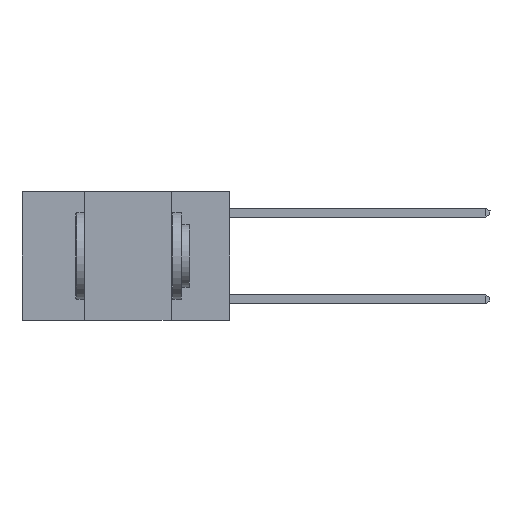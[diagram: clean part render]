
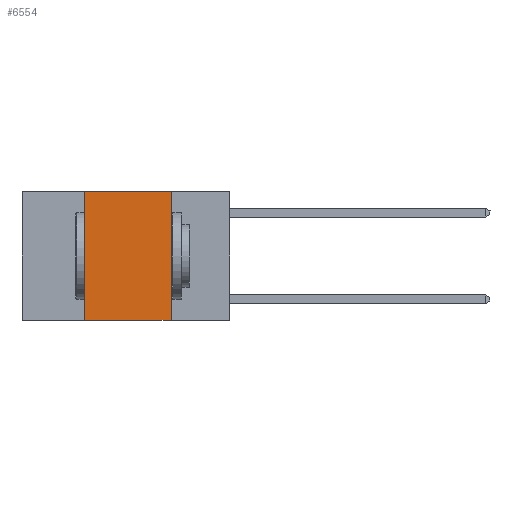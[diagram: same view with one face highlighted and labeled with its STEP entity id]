
A CAD part, left-side view. The second image highlights one B-rep face of the part: STEP entity #6554.
In plain terms, the highlighted planar face has unit normal (-1, 0, 0).
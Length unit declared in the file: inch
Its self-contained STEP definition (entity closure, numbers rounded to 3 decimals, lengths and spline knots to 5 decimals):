
#1825 = VERTEX_POINT ( 'NONE', #21857 ) ;
#2798 = EDGE_CURVE ( 'NONE', #23466, #24132, #19371, .T. ) ;
#3375 = LINE ( 'NONE', #8269, #22890 ) ;
#3540 = ORIENTED_EDGE ( 'NONE', *, *, #18988, .F. ) ;
#3578 = CARTESIAN_POINT ( 'NONE',  ( 0., 0.42, 0. ) ) ;
#3767 = CARTESIAN_POINT ( 'NONE',  ( 0., 0.6, 0. ) ) ;
#5651 = FACE_OUTER_BOUND ( 'NONE', #12980, .T. ) ;
#6554 = ADVANCED_FACE ( 'NONE', ( #5651 ), #20222, .F. ) ;
#7029 = CARTESIAN_POINT ( 'NONE',  ( 0., 0.6, -0.37 ) ) ;
#7327 = AXIS2_PLACEMENT_3D ( 'NONE', #3767, #22757, #17854 ) ;
#8269 = CARTESIAN_POINT ( 'NONE',  ( 0., 0.6, 0. ) ) ;
#9720 = VECTOR ( 'NONE', #15131, 39.37008 ) ;
#9765 = VERTEX_POINT ( 'NONE', #27477 ) ;
#11403 = ORIENTED_EDGE ( 'NONE', *, *, #2798, .T. ) ;
#12980 = EDGE_LOOP ( 'NONE', ( #3540, #30639, #19154, #11403 ) ) ;
#14108 = CARTESIAN_POINT ( 'NONE',  ( 0., 0.17, 0. ) ) ;
#14597 = CARTESIAN_POINT ( 'NONE',  ( 0., 0.17, -0.37 ) ) ;
#15131 = DIRECTION ( 'NONE',  ( 0., 0., 1. ) ) ;
#15441 = LINE ( 'NONE', #3578, #9720 ) ;
#15912 = CARTESIAN_POINT ( 'NONE',  ( 0., 0.42, -0.37 ) ) ;
#17150 = DIRECTION ( 'NONE',  ( 0., -1., 0. ) ) ;
#17854 = DIRECTION ( 'NONE',  ( 0., 0., -1. ) ) ;
#17928 = DIRECTION ( 'NONE',  ( 0., -1., 0. ) ) ;
#18988 = EDGE_CURVE ( 'NONE', #1825, #24132, #23915, .T. ) ;
#19154 = ORIENTED_EDGE ( 'NONE', *, *, #23339, .F. ) ;
#19371 = LINE ( 'NONE', #7029, #26672 ) ;
#20222 = PLANE ( 'NONE',  #7327 ) ;
#21857 = CARTESIAN_POINT ( 'NONE',  ( 0., 0.17, 0. ) ) ;
#21997 = EDGE_CURVE ( 'NONE', #9765, #1825, #3375, .T. ) ;
#22757 = DIRECTION ( 'NONE',  ( 1., 0., 0. ) ) ;
#22890 = VECTOR ( 'NONE', #17928, 39.37008 ) ;
#23339 = EDGE_CURVE ( 'NONE', #23466, #9765, #15441, .T. ) ;
#23466 = VERTEX_POINT ( 'NONE', #15912 ) ;
#23755 = VECTOR ( 'NONE', #23761, 39.37008 ) ;
#23761 = DIRECTION ( 'NONE',  ( 0., 0., -1. ) ) ;
#23915 = LINE ( 'NONE', #14108, #23755 ) ;
#24132 = VERTEX_POINT ( 'NONE', #14597 ) ;
#26672 = VECTOR ( 'NONE', #17150, 39.37008 ) ;
#27477 = CARTESIAN_POINT ( 'NONE',  ( 0., 0.42, 0. ) ) ;
#30639 = ORIENTED_EDGE ( 'NONE', *, *, #21997, .F. ) ;
